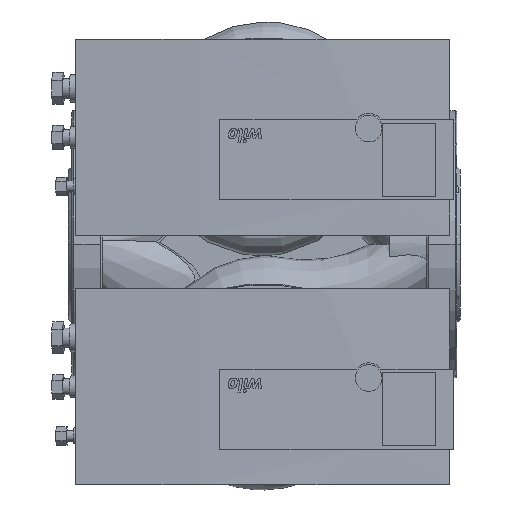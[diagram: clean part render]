
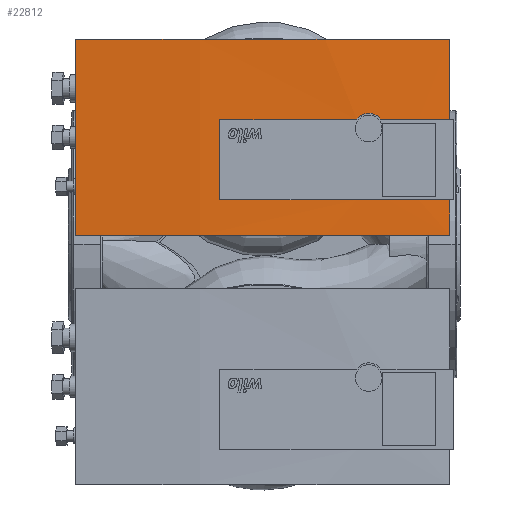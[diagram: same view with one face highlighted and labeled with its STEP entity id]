
A CAD part, front view. The second image highlights one B-rep face of the part: STEP entity #22812.
In plain terms, the highlighted cylindrical face has radius 1375.46 mm (diameter 2750.92 mm), a partial arc.
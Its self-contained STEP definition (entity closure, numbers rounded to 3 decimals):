
#22515=CARTESIAN_POINT('',(214.,-193.,70.));
#22516=VERTEX_POINT('',#22515);
#22523=CARTESIAN_POINT('',(161.795,-196.0,70.0));
#22524=VERTEX_POINT('',#22523);
#22525=CARTESIAN_POINT('',(109.,1178.446,70.));
#22526=DIRECTION('',(0.,0.,1.0));
#22527=DIRECTION('',(-0.076,-0.997,0.));
#22528=AXIS2_PLACEMENT_3D('',#22525,#22526,#22527);
#22529=CIRCLE('',#22528,1375.46);
#22530=EDGE_CURVE('',#22524,#22516,#22529,.T.);
#22555=CARTESIAN_POINT('',(214.,-193.,25.));
#22556=VERTEX_POINT('',#22555);
#22572=CARTESIAN_POINT('',(161.795,-196.0,25.0));
#22573=VERTEX_POINT('',#22572);
#22580=CARTESIAN_POINT('',(109.,1178.446,25.));
#22581=DIRECTION('',(0.,0.,-1.0));
#22582=DIRECTION('',(-0.076,-0.997,0.));
#22583=AXIS2_PLACEMENT_3D('',#22580,#22581,#22582);
#22584=CIRCLE('',#22583,1375.46);
#22585=EDGE_CURVE('',#22556,#22573,#22584,.T.);
#22620=CARTESIAN_POINT('',(161.795,-196.0,25.0));
#22621=DIRECTION('',(0.0,0.0,1.0));
#22622=VECTOR('',#22621,45.0);
#22623=LINE('',#22620,#22622);
#22624=EDGE_CURVE('',#22573,#22524,#22623,.T.);
#22704=CARTESIAN_POINT('',(214.,-193.,5.));
#22705=VERTEX_POINT('',#22704);
#22706=CARTESIAN_POINT('',(214.,-193.,5.));
#22707=DIRECTION('',(0.0,0.0,1.0));
#22708=VECTOR('',#22707,20.);
#22709=LINE('',#22706,#22708);
#22710=EDGE_CURVE('',#22705,#22556,#22709,.T.);
#22728=CARTESIAN_POINT('',(214.,-193.,115.));
#22729=VERTEX_POINT('',#22728);
#22736=CARTESIAN_POINT('',(214.,-193.,70.));
#22737=DIRECTION('',(0.0,0.0,1.0));
#22738=VECTOR('',#22737,45.);
#22739=LINE('',#22736,#22738);
#22740=EDGE_CURVE('',#22516,#22729,#22739,.T.);
#22750=CARTESIAN_POINT('',(4.,-193.,115.));
#22751=VERTEX_POINT('',#22750);
#22768=CARTESIAN_POINT('',(4.,-193.,5.));
#22769=VERTEX_POINT('',#22768);
#22776=CARTESIAN_POINT('',(4.,-193.,5.));
#22777=DIRECTION('',(0.0,0.0,1.0));
#22778=VECTOR('',#22777,110.0);
#22779=LINE('',#22776,#22778);
#22780=EDGE_CURVE('',#22769,#22751,#22779,.T.);
#22785=CARTESIAN_POINT('',(109.,1178.446,5.));
#22786=DIRECTION('',(0.,0.,1.0));
#22787=DIRECTION('',(-0.076,-0.997,0.));
#22788=AXIS2_PLACEMENT_3D('',#22785,#22786,#22787);
#22789=CYLINDRICAL_SURFACE('',#22788,1375.46);
#22790=ORIENTED_EDGE('',*,*,#22530,.T.);
#22791=ORIENTED_EDGE('',*,*,#22740,.T.);
#22792=CARTESIAN_POINT('',(109.,1178.446,115.));
#22793=DIRECTION('',(0.,0.,-1.0));
#22794=DIRECTION('',(-0.076,-0.997,0.));
#22795=AXIS2_PLACEMENT_3D('',#22792,#22793,#22794);
#22796=CIRCLE('',#22795,1375.46);
#22797=EDGE_CURVE('',#22729,#22751,#22796,.T.);
#22798=ORIENTED_EDGE('',*,*,#22797,.T.);
#22799=ORIENTED_EDGE('',*,*,#22780,.F.);
#22800=CARTESIAN_POINT('',(109.,1178.446,5.));
#22801=DIRECTION('',(0.,0.,1.0));
#22802=DIRECTION('',(-0.076,-0.997,0.));
#22803=AXIS2_PLACEMENT_3D('',#22800,#22801,#22802);
#22804=CIRCLE('',#22803,1375.46);
#22805=EDGE_CURVE('',#22769,#22705,#22804,.T.);
#22806=ORIENTED_EDGE('',*,*,#22805,.T.);
#22807=ORIENTED_EDGE('',*,*,#22710,.T.);
#22808=ORIENTED_EDGE('',*,*,#22585,.T.);
#22809=ORIENTED_EDGE('',*,*,#22624,.T.);
#22810=EDGE_LOOP('',(#22790,#22791,#22798,#22799,#22806,#22807,#22808,#22809));
#22811=FACE_OUTER_BOUND('',#22810,.T.);
#22812=ADVANCED_FACE('',(#22811),#22789,.T.);
